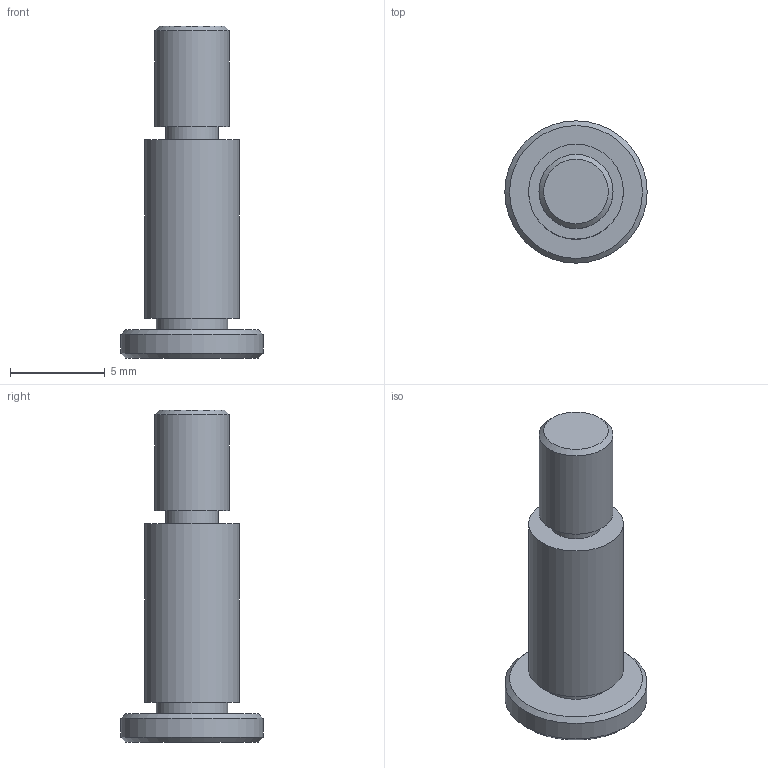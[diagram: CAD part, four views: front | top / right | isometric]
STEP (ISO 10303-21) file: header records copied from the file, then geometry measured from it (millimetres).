
FILE_DESCRIPTION(/* description */ (''),/* implementation_level */ '2;1');
FILE_NAME(/* name */ 'MS-SHAFT-BOLT 1.4.step',/* time_stamp */ '2019-04-11T10:03:31+01:00',/* author */ ('gregY6MPL'),/* organization */ (''),/* preprocessor_version */ 'ST-DEVELOPER v18',/* originating_system */ 'Autodesk Translation Framework v8.2.0.1029',/* authorisation */ '');
FILE_SCHEMA (('AUTOMOTIVE_DESIGN { 1 0 10303 214 3 1 1 }'));
Length unit declared in the file: millimetre
Products named in the file (1): MS-SHAFT-BOLT
Bounding box: 7.5 x 7.5 x 17.5 mm (x, y, z)
Volume: 314.6 mm3; surface area: 382.6 mm2
Topology: 1 solids, 1 shells, 27 faces, 59 edges, 38 vertices
Faces by surface type: plane 18, cylinder 5, cone 4
Full cylindrical faces by diameter (mm): 2.788 x1, 3.788 x1, 3.908 x1, 5 x1, 7.5 x1
Entity records: 781 total; most frequent: DIRECTION 139, CARTESIAN_POINT 124, ORIENTED_EDGE 116, EDGE_CURVE 58, AXIS2_PLACEMENT_3D 53, VERTEX_POINT 38, LINE 33, VECTOR 33
